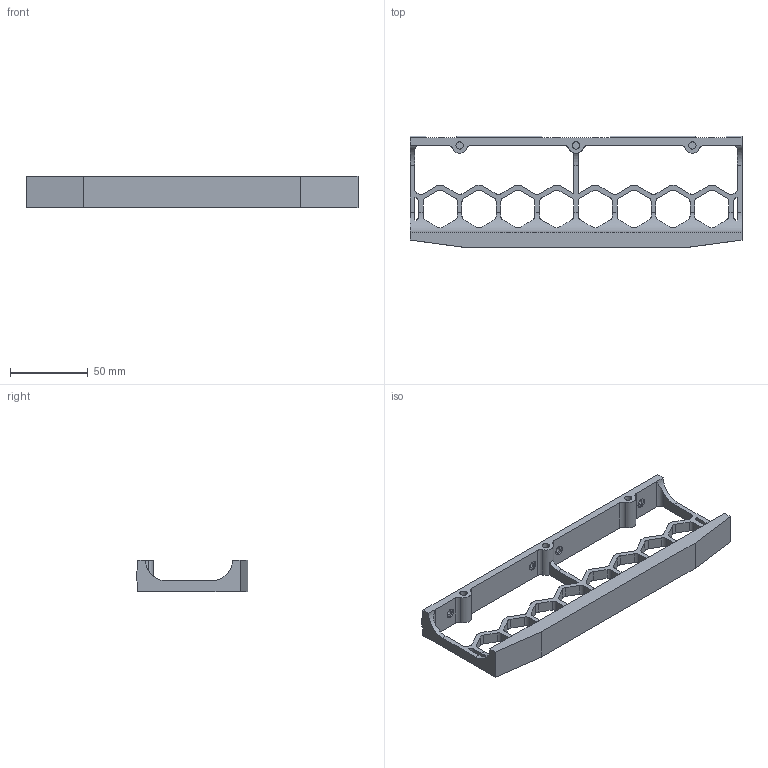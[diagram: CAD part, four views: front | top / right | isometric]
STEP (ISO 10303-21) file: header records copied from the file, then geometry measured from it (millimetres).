
FILE_DESCRIPTION (( 'STEP AP214' ), '1' );
FILE_NAME ('FrontCenterSkirt.STEP', '2023-10-21T22:35:23', ( '' ), ( '' ), 'SwSTEP 2.0', 'SolidWorks 2022', '' );
FILE_SCHEMA (( 'AUTOMOTIVE_DESIGN' ));
Length unit declared in the file: millimetre
Products named in the file (1): FrontCenterSkirt
Bounding box: 214 x 72 x 20 mm (x, y, z)
Volume: 89188.1 mm3; surface area: 35807.6 mm2
Topology: 1 solids, 1 shells, 258 faces, 775 edges, 516 vertices
Faces by surface type: cylinder 133, plane 125
Entity records: 9153 total; most frequent: CARTESIAN_POINT 1959, ORIENTED_EDGE 1550, DIRECTION 1489, EDGE_CURVE 775, VERTEX_POINT 516, AXIS2_PLACEMENT_3D 510, LINE 469, VECTOR 469
